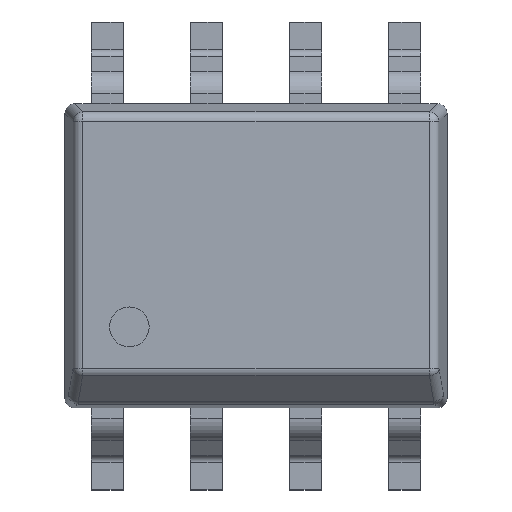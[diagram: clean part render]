
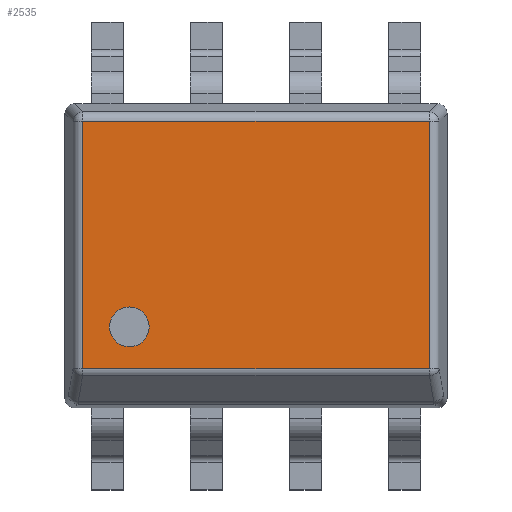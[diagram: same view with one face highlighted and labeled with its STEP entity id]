
A CAD part, top view. The second image highlights one B-rep face of the part: STEP entity #2535.
In plain terms, the highlighted planar face has unit normal (0, 0, 1).
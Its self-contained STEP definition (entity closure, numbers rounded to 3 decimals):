
#177 = EDGE_LOOP ( 'NONE', ( #3998, #3627 ) ) ;
#224 = CARTESIAN_POINT ( 'NONE',  ( -1.879, -0.911, 1.7 ) ) ;
#284 = VECTOR ( 'NONE', #984, 1000. ) ;
#459 = CARTESIAN_POINT ( 'NONE',  ( 0., 1.722, 1.7 ) ) ;
#592 = EDGE_CURVE ( 'NONE', #4625, #4232, #1476, .T. ) ;
#627 = EDGE_CURVE ( 'NONE', #3432, #4625, #6879, .T. ) ;
#934 = CARTESIAN_POINT ( 'NONE',  ( 2.222, -1.45, 1.7 ) ) ;
#947 = AXIS2_PLACEMENT_3D ( 'NONE', #1794, #7580, #2340 ) ;
#984 = DIRECTION ( 'NONE',  ( 0., 1., 0. ) ) ;
#1058 = CARTESIAN_POINT ( 'NONE',  ( 0., 0., 1.7 ) ) ;
#1131 = DIRECTION ( 'NONE',  ( 1., 0., 0. ) ) ;
#1303 = AXIS2_PLACEMENT_3D ( 'NONE', #1058, #3331, #1131 ) ;
#1404 = FACE_BOUND ( 'NONE', #177, .T. ) ;
#1471 = LINE ( 'NONE', #1550, #4257 ) ;
#1476 = LINE ( 'NONE', #3904, #284 ) ;
#1550 = CARTESIAN_POINT ( 'NONE',  ( -2.222, 0., 1.7 ) ) ;
#1794 = CARTESIAN_POINT ( 'NONE',  ( -1.624, -0.911, 1.7 ) ) ;
#1962 = VERTEX_POINT ( 'NONE', #5386 ) ;
#2340 = DIRECTION ( 'NONE',  ( 1., 0., 0. ) ) ;
#2477 = ORIENTED_EDGE ( 'NONE', *, *, #7223, .T. ) ;
#2534 = DIRECTION ( 'NONE',  ( 1., 0., 0. ) ) ;
#2535 = ADVANCED_FACE ( 'NONE', ( #1404, #4467 ), #4464, .T. ) ;
#2736 = LINE ( 'NONE', #459, #4295 ) ;
#2739 = ORIENTED_EDGE ( 'NONE', *, *, #5555, .T. ) ;
#3269 = DIRECTION ( 'NONE',  ( -1., 0., 0. ) ) ;
#3331 = DIRECTION ( 'NONE',  ( 0., 0., 1. ) ) ;
#3432 = VERTEX_POINT ( 'NONE', #5797 ) ;
#3610 = ORIENTED_EDGE ( 'NONE', *, *, #592, .T. ) ;
#3627 = ORIENTED_EDGE ( 'NONE', *, *, #4104, .F. ) ;
#3710 = VECTOR ( 'NONE', #7461, 1000. ) ;
#3902 = CARTESIAN_POINT ( 'NONE',  ( 2.222, 1.722, 1.7 ) ) ;
#3904 = CARTESIAN_POINT ( 'NONE',  ( 2.222, 0., 1.7 ) ) ;
#3998 = ORIENTED_EDGE ( 'NONE', *, *, #4320, .F. ) ;
#4104 = EDGE_CURVE ( 'NONE', #4142, #5436, #7563, .T. ) ;
#4142 = VERTEX_POINT ( 'NONE', #224 ) ;
#4232 = VERTEX_POINT ( 'NONE', #3902 ) ;
#4257 = VECTOR ( 'NONE', #6151, 1000. ) ;
#4295 = VECTOR ( 'NONE', #3269, 1000. ) ;
#4320 = EDGE_CURVE ( 'NONE', #5436, #4142, #5729, .T. ) ;
#4464 = PLANE ( 'NONE',  #1303 ) ;
#4467 = FACE_OUTER_BOUND ( 'NONE', #7455, .T. ) ;
#4625 = VERTEX_POINT ( 'NONE', #934 ) ;
#4826 = DIRECTION ( 'NONE',  ( 0., 0., 1. ) ) ;
#5386 = CARTESIAN_POINT ( 'NONE',  ( -2.222, 1.722, 1.7 ) ) ;
#5424 = CARTESIAN_POINT ( 'NONE',  ( -1.624, -0.911, 1.7 ) ) ;
#5436 = VERTEX_POINT ( 'NONE', #6023 ) ;
#5555 = EDGE_CURVE ( 'NONE', #4232, #1962, #2736, .T. ) ;
#5729 = CIRCLE ( 'NONE', #947, 0.255 ) ;
#5797 = CARTESIAN_POINT ( 'NONE',  ( -2.222, -1.45, 1.7 ) ) ;
#6023 = CARTESIAN_POINT ( 'NONE',  ( -1.37, -0.911, 1.7 ) ) ;
#6151 = DIRECTION ( 'NONE',  ( 0., -1., 0. ) ) ;
#6771 = ORIENTED_EDGE ( 'NONE', *, *, #627, .T. ) ;
#6879 = LINE ( 'NONE', #7538, #3710 ) ;
#7223 = EDGE_CURVE ( 'NONE', #1962, #3432, #1471, .T. ) ;
#7314 = AXIS2_PLACEMENT_3D ( 'NONE', #5424, #4826, #2534 ) ;
#7455 = EDGE_LOOP ( 'NONE', ( #3610, #2739, #2477, #6771 ) ) ;
#7461 = DIRECTION ( 'NONE',  ( 1., 0., 0. ) ) ;
#7538 = CARTESIAN_POINT ( 'NONE',  ( 0., -1.45, 1.7 ) ) ;
#7563 = CIRCLE ( 'NONE', #7314, 0.255 ) ;
#7580 = DIRECTION ( 'NONE',  ( 0., 0., 1. ) ) ;
